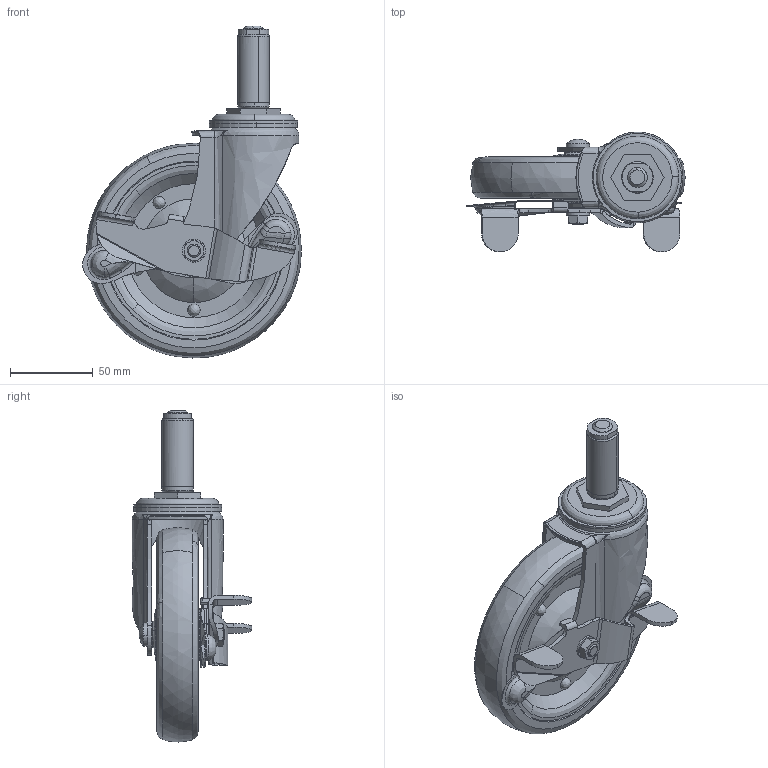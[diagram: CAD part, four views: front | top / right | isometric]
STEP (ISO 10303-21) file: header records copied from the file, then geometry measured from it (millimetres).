
FILE_DESCRIPTION((''),'2;1');
FILE_NAME('','2005-12-15T16:38:55',(''),(''),'','CADfix','');
FILE_SCHEMA(('AUTOMOTIVE_DESIGN'));
Length unit declared in the file: millimetre
Products named in the file (7): lever; wheel; plate; main shaft; body; axle; No_208S_d19_22868_36
Assembly tree (6 placements, depth 2):
  No_208S_d19_22868_36
    lever
    wheel
    plate
    main shaft
    body
    axle
Bounding box: 132.36 x 72.41 x 200.99 mm (x, y, z)
Volume: 319091.4 mm3; surface area: 87795.6 mm2
Topology: 6 solids, 6 shells, 398 faces, 1135 edges, 777 vertices
Faces by surface type: bspline 398
Entity records: 18747 total; most frequent: CARTESIAN_POINT 12497, ORIENTED_EDGE 2262, EDGE_CURVE 1131, VERTEX_POINT 777, EDGE_LOOP 442, FACE_OUTER_BOUND 398, ADVANCED_FACE 398, QUASI_UNIFORM_CURVE 314
